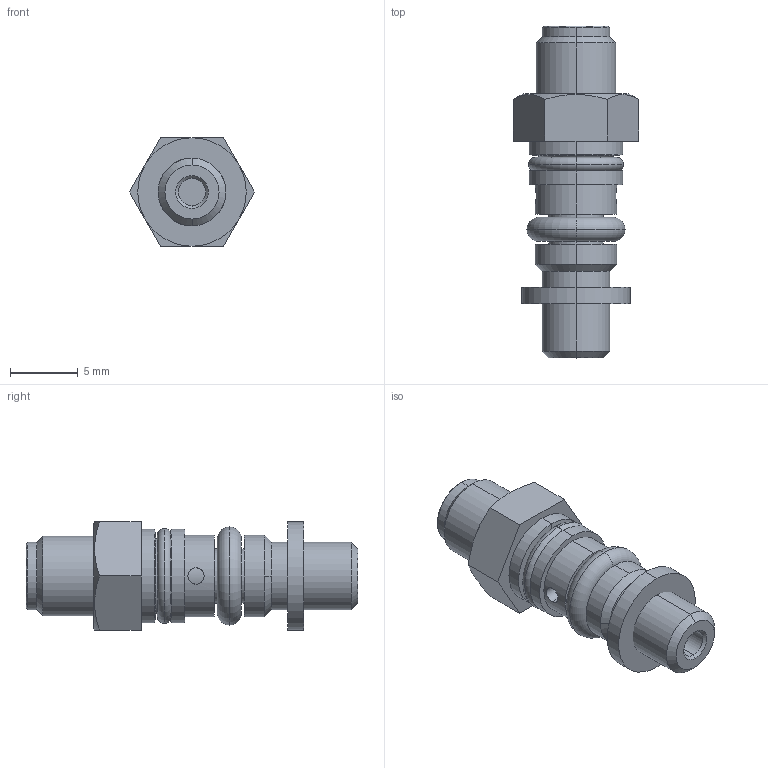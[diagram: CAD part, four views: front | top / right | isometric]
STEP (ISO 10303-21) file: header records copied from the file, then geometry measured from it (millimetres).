
FILE_DESCRIPTION (( 'STEP AP203' ), '1' );
FILE_NAME ('04050B00.STEP', '2010-03-25T07:40:26', ( '' ), ( 'sopra-pneumatic' ), 'SwSTEP 2.0', 'SolidWorks 2009', '' );
FILE_SCHEMA (( 'CONFIG_CONTROL_DESIGN' ));
Length unit declared in the file: millimetre
Products named in the file (1): 04050B00
Bounding box: 9.24 x 24.5 x 8 mm (x, y, z)
Volume: 745.8 mm3; surface area: 906.2 mm2
Topology: 2 solids, 2 shells, 101 faces, 228 edges, 142 vertices
Faces by surface type: cylinder 39, plane 29, cone 23, torus 10
Entity records: 2997 total; most frequent: CARTESIAN_POINT 596, DIRECTION 524, ORIENTED_EDGE 456, EDGE_CURVE 228, AXIS2_PLACEMENT_3D 214, VERTEX_POINT 142, EDGE_LOOP 114, CIRCLE 112
